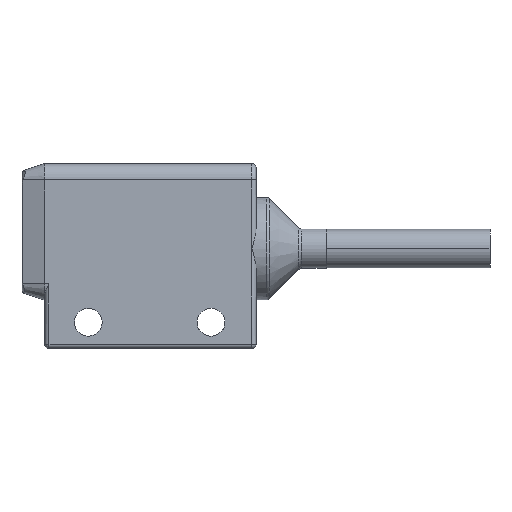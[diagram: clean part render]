
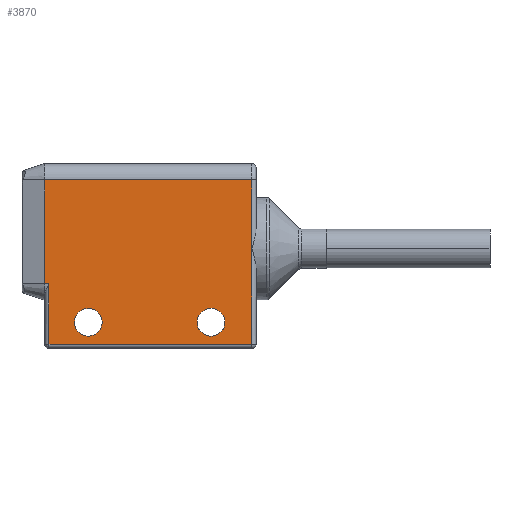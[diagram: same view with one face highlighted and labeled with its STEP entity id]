
A CAD part, left-side view. The second image highlights one B-rep face of the part: STEP entity #3870.
In plain terms, the highlighted planar face has unit normal (-1, 0, 0).
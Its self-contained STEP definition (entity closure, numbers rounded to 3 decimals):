
#1000=CARTESIAN_POINT('',(-6.25,0.5,6.3));
#1007=DIRECTION('',(0.,0.,-1.));
#1008=VECTOR('',#1007,8.4);
#1009=CARTESIAN_POINT('',(-6.25,0.5,14.7));
#1010=LINE('',#1009,#1008);
#1011=DIRECTION('',(0.,0.,-1.));
#1012=VECTOR('',#1011,11.7);
#1013=CARTESIAN_POINT('',(-6.25,0.5,6.3));
#1014=LINE('',#1013,#1012);
#1015=DIRECTION('',(0.,-1.,0.));
#1016=VECTOR('',#1015,24.8);
#1017=CARTESIAN_POINT('',(-6.25,25.3,-5.4));
#1018=LINE('',#1017,#1016);
#1019=DIRECTION('',(0.,0.,1.));
#1020=VECTOR('',#1019,7.4);
#1021=CARTESIAN_POINT('',(-6.25,25.3,-5.4));
#1022=LINE('',#1021,#1020);
#1023=DIRECTION('',(0.,0.,-1.));
#1024=VECTOR('',#1023,12.7);
#1025=CARTESIAN_POINT('',(-6.25,25.8,14.7));
#1026=LINE('',#1025,#1024);
#1027=DIRECTION('',(0.,-1.,0.));
#1028=VECTOR('',#1027,25.3);
#1029=CARTESIAN_POINT('',(-6.25,25.8,14.7));
#1030=LINE('',#1029,#1028);
#1031=CARTESIAN_POINT('',(-6.25,20.5,-2.7));
#1032=DIRECTION('',(1.,0.,0.));
#1033=DIRECTION('',(0.,0.,-1.));
#1034=AXIS2_PLACEMENT_3D('',#1031,#1032,#1033);
#1036=CARTESIAN_POINT('',(-6.25,20.5,-2.7));
#1037=DIRECTION('',(1.,0.,0.));
#1038=DIRECTION('',(0.,0.,1.));
#1039=AXIS2_PLACEMENT_3D('',#1036,#1037,#1038);
#1041=CARTESIAN_POINT('',(-6.25,5.5,-2.7));
#1042=DIRECTION('',(1.,0.,0.));
#1043=DIRECTION('',(0.,0.,-1.));
#1044=AXIS2_PLACEMENT_3D('',#1041,#1042,#1043);
#1046=CARTESIAN_POINT('',(-6.25,5.5,-2.7));
#1047=DIRECTION('',(1.,0.,0.));
#1048=DIRECTION('',(0.,0.,1.));
#1049=AXIS2_PLACEMENT_3D('',#1046,#1047,#1048);
#1288=DIRECTION('',(0.,-1.,0.));
#1289=VECTOR('',#1288,0.5);
#1290=CARTESIAN_POINT('',(-6.25,25.8,2.));
#1291=LINE('',#1290,#1289);
#2255=CARTESIAN_POINT('',(-6.25,20.5,-4.4));
#2256=CARTESIAN_POINT('',(-6.25,20.5,-1.));
#2257=VERTEX_POINT('',#2255);
#2258=VERTEX_POINT('',#2256);
#2259=CARTESIAN_POINT('',(-6.25,5.5,-4.4));
#2260=CARTESIAN_POINT('',(-6.25,5.5,-1.));
#2261=VERTEX_POINT('',#2259);
#2262=VERTEX_POINT('',#2260);
#2301=CARTESIAN_POINT('',(-6.25,25.3,-5.4));
#2303=VERTEX_POINT('',#2301);
#2305=CARTESIAN_POINT('',(-6.25,0.5,-5.4));
#2306=VERTEX_POINT('',#2305);
#2343=CARTESIAN_POINT('',(-6.25,25.3,2.));
#2344=VERTEX_POINT('',#2343);
#2346=CARTESIAN_POINT('',(-6.25,0.5,14.7));
#2348=VERTEX_POINT('',#2346);
#2411=CARTESIAN_POINT('',(-6.25,25.8,2.));
#2412=VERTEX_POINT('',#2411);
#2415=CARTESIAN_POINT('',(-6.25,25.8,14.7));
#2416=VERTEX_POINT('',#2415);
#2419=VERTEX_POINT('',#1000);
#3838=CARTESIAN_POINT('',(-6.25,28.8,0.));
#3839=DIRECTION('',(-1.,0.,0.));
#3840=DIRECTION('',(0.,-1.,0.));
#3841=AXIS2_PLACEMENT_3D('',#3838,#3839,#3840);
#3842=PLANE('',#3841);
#3843=ORIENTED_EDGE('',*,*,#3830,.T.);
#3845=ORIENTED_EDGE('',*,*,#3844,.T.);
#3847=ORIENTED_EDGE('',*,*,#3846,.F.);
#3849=ORIENTED_EDGE('',*,*,#3848,.T.);
#3851=ORIENTED_EDGE('',*,*,#3850,.F.);
#3853=ORIENTED_EDGE('',*,*,#3852,.F.);
#3855=ORIENTED_EDGE('',*,*,#3854,.T.);
#3856=EDGE_LOOP('',(#3843,#3845,#3847,#3849,#3851,#3853,#3855));
#3857=FACE_OUTER_BOUND('',#3856,.F.);
#3859=ORIENTED_EDGE('',*,*,#3858,.F.);
#3861=ORIENTED_EDGE('',*,*,#3860,.F.);
#3862=EDGE_LOOP('',(#3859,#3861));
#3863=FACE_BOUND('',#3862,.F.);
#3865=ORIENTED_EDGE('',*,*,#3864,.F.);
#3867=ORIENTED_EDGE('',*,*,#3866,.F.);
#3868=EDGE_LOOP('',(#3865,#3867));
#3869=FACE_BOUND('',#3868,.F.);
#3870=ADVANCED_FACE('',(#3857,#3863,#3869),#3842,.T.);
#1035=CIRCLE('',#1034,1.7);
#1040=CIRCLE('',#1039,1.7);
#1045=CIRCLE('',#1044,1.7);
#1050=CIRCLE('',#1049,1.7);
#3830=EDGE_CURVE('',#2348,#2419,#1010,.T.);
#3844=EDGE_CURVE('',#2419,#2306,#1014,.T.);
#3846=EDGE_CURVE('',#2303,#2306,#1018,.T.);
#3848=EDGE_CURVE('',#2303,#2344,#1022,.T.);
#3850=EDGE_CURVE('',#2412,#2344,#1291,.T.);
#3852=EDGE_CURVE('',#2416,#2412,#1026,.T.);
#3854=EDGE_CURVE('',#2416,#2348,#1030,.T.);
#3858=EDGE_CURVE('',#2257,#2258,#1035,.T.);
#3860=EDGE_CURVE('',#2258,#2257,#1040,.T.);
#3864=EDGE_CURVE('',#2261,#2262,#1045,.T.);
#3866=EDGE_CURVE('',#2262,#2261,#1050,.T.);
